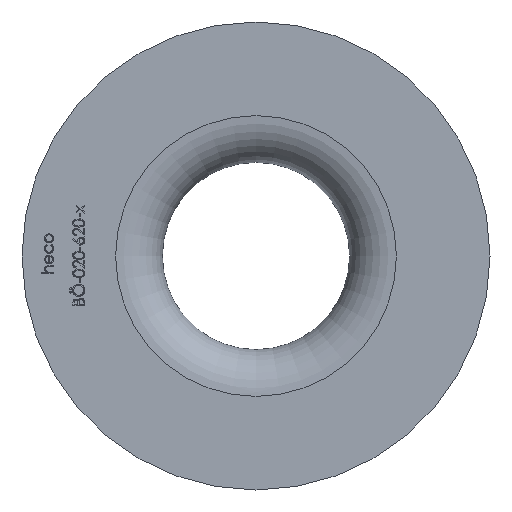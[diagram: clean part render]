
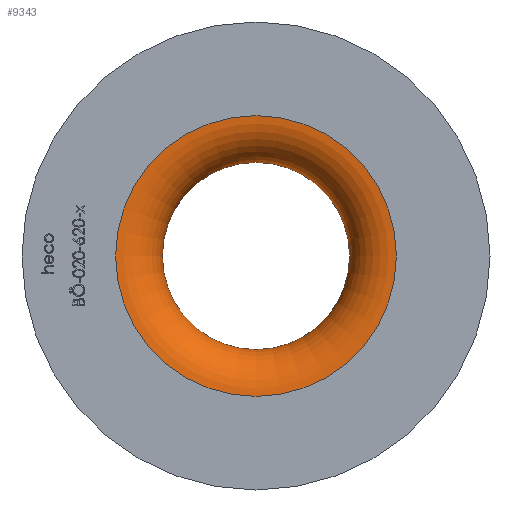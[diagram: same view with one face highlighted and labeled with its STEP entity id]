
A CAD part, left-side view. The second image highlights one B-rep face of the part: STEP entity #9343.
In plain terms, the highlighted toroidal (fillet/blend) face has major radius 12 mm and minor radius 4 mm.
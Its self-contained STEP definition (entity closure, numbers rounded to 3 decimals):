
#158 = CARTESIAN_POINT ( 'NONE',  ( 4., 0., 0. ) ) ;
#229 = FACE_OUTER_BOUND ( 'NONE', #6022, .T. ) ;
#1590 = TOROIDAL_SURFACE ( 'NONE', #3551, 12., 4. ) ;
#2866 = CIRCLE ( 'NONE', #4842, 12. ) ;
#2974 = DIRECTION ( 'NONE',  ( 0., 0., -1. ) ) ;
#3501 = FACE_OUTER_BOUND ( 'NONE', #4425, .T. ) ;
#3551 = AXIS2_PLACEMENT_3D ( 'NONE', #158, #11822, #9626 ) ;
#4414 = CARTESIAN_POINT ( 'NONE',  ( 0., 0., -12. ) ) ;
#4425 = EDGE_LOOP ( 'NONE', ( #7226 ) ) ;
#4720 = DIRECTION ( 'NONE',  ( 0., 0., -1. ) ) ;
#4842 = AXIS2_PLACEMENT_3D ( 'NONE', #11045, #14618, #2974 ) ;
#5619 = EDGE_CURVE ( 'NONE', #13956, #13956, #5912, .T. ) ;
#5912 = CIRCLE ( 'NONE', #12138, 8. ) ;
#6022 = EDGE_LOOP ( 'NONE', ( #8072 ) ) ;
#7226 = ORIENTED_EDGE ( 'NONE', *, *, #5619, .F. ) ;
#8072 = ORIENTED_EDGE ( 'NONE', *, *, #12392, .F. ) ;
#8279 = CARTESIAN_POINT ( 'NONE',  ( 4., 0., 0. ) ) ;
#9343 = ADVANCED_FACE ( 'NONE', ( #229, #3501 ), #1590, .T. ) ;
#9595 = DIRECTION ( 'NONE',  ( -1., 0., 0. ) ) ;
#9626 = DIRECTION ( 'NONE',  ( 0., 0., -1. ) ) ;
#11045 = CARTESIAN_POINT ( 'NONE',  ( 0., 0., 0. ) ) ;
#11788 = CARTESIAN_POINT ( 'NONE',  ( 4., 0., -8. ) ) ;
#11822 = DIRECTION ( 'NONE',  ( 1., 0., 0. ) ) ;
#12138 = AXIS2_PLACEMENT_3D ( 'NONE', #8279, #9595, #4720 ) ;
#12392 = EDGE_CURVE ( 'NONE', #15045, #15045, #2866, .T. ) ;
#13956 = VERTEX_POINT ( 'NONE', #11788 ) ;
#14618 = DIRECTION ( 'NONE',  ( 1., 0., 0. ) ) ;
#15045 = VERTEX_POINT ( 'NONE', #4414 ) ;
